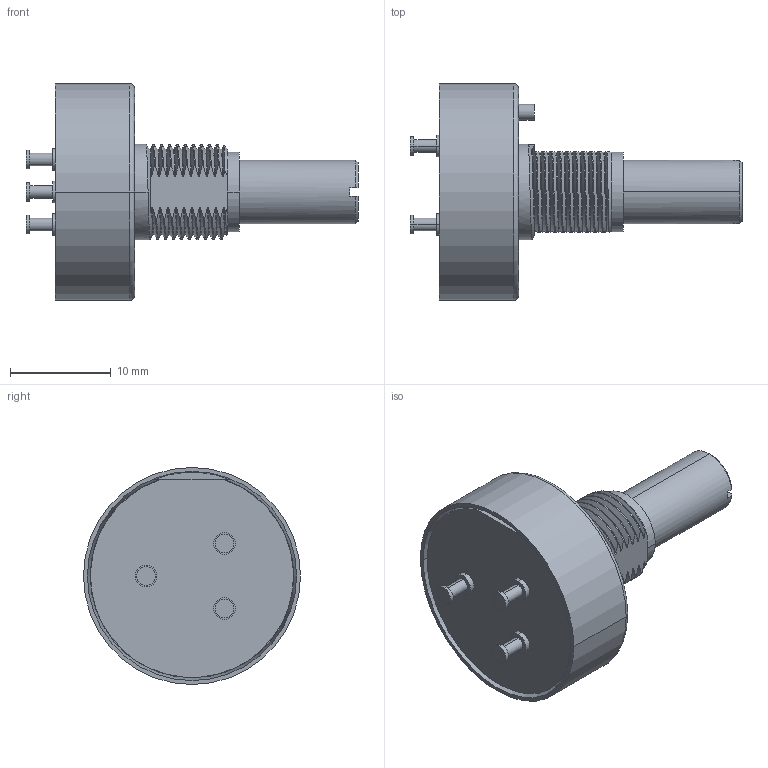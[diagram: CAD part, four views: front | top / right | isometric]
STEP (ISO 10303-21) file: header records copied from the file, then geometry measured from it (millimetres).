
FILE_DESCRIPTION((''),'2;1');
FILE_NAME('6130-35_SW0001','2013-07-09T',('bmozley'),(''),'PRO/ENGINEER BY PARAMETRIC TECHNOLOGY CORPORATION, 2013150','PRO/ENGINEER BY PARAMETRIC TECHNOLOGY CORPORATION, 2013150','');
FILE_SCHEMA(('CONFIG_CONTROL_DESIGN'));
Length unit declared in the file: inch
Products named in the file (1): 6130-35_SW0001
Bounding box: 33.02 x 21.59 x 21.59 mm (x, y, z)
Volume: 3792.4 mm3; surface area: 2191.8 mm2
Topology: 1 solids, 1 shells, 153 faces, 403 edges, 266 vertices
Faces by surface type: bspline 67, cylinder 47, plane 30, cone 7, torus 2
Entity records: 9681 total; most frequent: CARTESIAN_POINT 6346, ORIENTED_EDGE 806, DIRECTION 466, EDGE_CURVE 403, VERTEX_POINT 266, B_SPLINE_CURVE_WITH_KNOTS 186, EDGE_LOOP 167, AXIS2_PLACEMENT_3D 163
